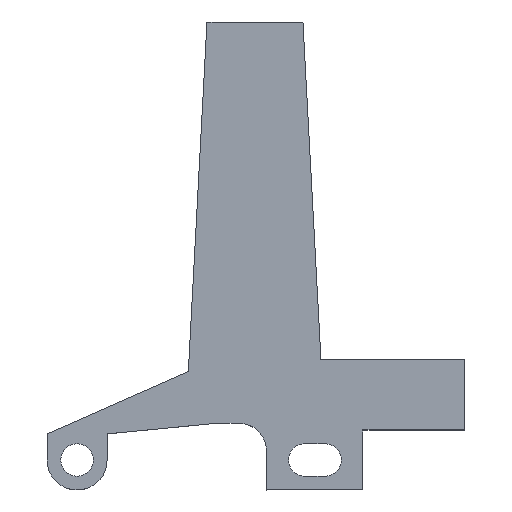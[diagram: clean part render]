
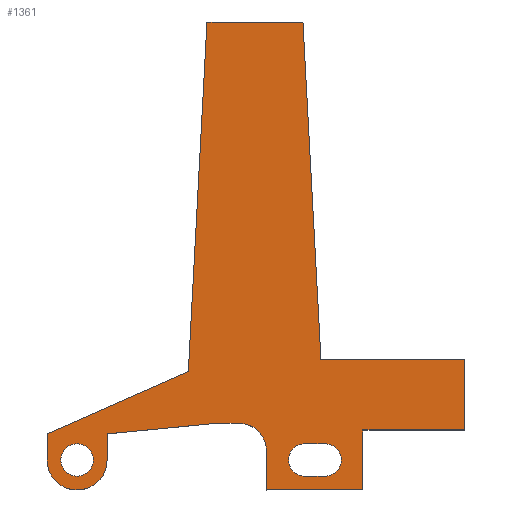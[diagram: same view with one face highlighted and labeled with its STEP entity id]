
A CAD part, top view. The second image highlights one B-rep face of the part: STEP entity #1361.
In plain terms, the highlighted planar face has unit normal (0, 0, 1).
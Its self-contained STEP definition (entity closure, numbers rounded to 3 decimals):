
#23=FACE_BOUND('',#210,.T.);
#24=FACE_BOUND('',#211,.T.);
#64=CIRCLE('',#1464,2.7);
#65=CIRCLE('',#1466,5.);
#66=CIRCLE('',#1471,2.7);
#67=CIRCLE('',#1474,2.7);
#68=CIRCLE('',#1480,4.5);
#137=FACE_OUTER_BOUND('',#209,.T.);
#209=EDGE_LOOP('',(#1163,#1164,#1165,#1166,#1167,#1168,#1169,#1170,#1171,
#1172,#1173,#1174,#1175,#1176,#1177,#1178,#1179));
#210=EDGE_LOOP('',(#1180));
#211=EDGE_LOOP('',(#1181,#1182,#1183,#1184));
#241=LINE('',#1926,#395);
#297=LINE('',#2106,#451);
#329=LINE('',#2170,#483);
#334=LINE('',#2178,#488);
#335=LINE('',#2180,#489);
#341=LINE('',#2224,#495);
#348=LINE('',#2271,#502);
#349=LINE('',#2273,#503);
#351=LINE('',#2278,#505);
#354=LINE('',#2286,#508);
#358=LINE('',#2296,#512);
#360=LINE('',#2299,#514);
#366=LINE('',#2312,#520);
#367=LINE('',#2314,#521);
#368=LINE('',#2316,#522);
#369=LINE('',#2318,#523);
#370=LINE('',#2319,#524);
#395=VECTOR('',#1525,10.);
#451=VECTOR('',#1675,10.);
#483=VECTOR('',#1733,10.);
#488=VECTOR('',#1740,10.);
#489=VECTOR('',#1743,10.);
#495=VECTOR('',#1753,10.);
#502=VECTOR('',#1770,10.);
#503=VECTOR('',#1773,10.);
#505=VECTOR('',#1777,10.);
#508=VECTOR('',#1786,10.);
#512=VECTOR('',#1798,10.);
#514=VECTOR('',#1802,10.);
#520=VECTOR('',#1816,10.);
#521=VECTOR('',#1817,10.);
#522=VECTOR('',#1818,10.);
#523=VECTOR('',#1819,10.);
#524=VECTOR('',#1820,10.);
#552=VERTEX_POINT('',#1923);
#553=VERTEX_POINT('',#1925);
#625=VERTEX_POINT('',#2103);
#626=VERTEX_POINT('',#2105);
#644=VERTEX_POINT('',#2167);
#645=VERTEX_POINT('',#2169);
#647=VERTEX_POINT('',#2176);
#650=VERTEX_POINT('',#2221);
#651=VERTEX_POINT('',#2223);
#652=VERTEX_POINT('',#2261);
#653=VERTEX_POINT('',#2265);
#654=VERTEX_POINT('',#2266);
#655=VERTEX_POINT('',#2275);
#656=VERTEX_POINT('',#2277);
#657=VERTEX_POINT('',#2281);
#658=VERTEX_POINT('',#2285);
#660=VERTEX_POINT('',#2295);
#662=VERTEX_POINT('',#2306);
#663=VERTEX_POINT('',#2308);
#664=VERTEX_POINT('',#2313);
#665=VERTEX_POINT('',#2315);
#666=VERTEX_POINT('',#2317);
#684=EDGE_CURVE('',#552,#553,#241,.T.);
#773=EDGE_CURVE('',#625,#626,#297,.T.);
#806=EDGE_CURVE('',#645,#644,#329,.T.);
#811=EDGE_CURVE('',#644,#647,#334,.T.);
#812=EDGE_CURVE('',#645,#625,#335,.T.);
#818=EDGE_CURVE('',#650,#651,#341,.T.);
#823=EDGE_CURVE('',#652,#652,#64,.T.);
#824=EDGE_CURVE('',#653,#654,#65,.T.);
#827=EDGE_CURVE('',#654,#651,#348,.T.);
#828=EDGE_CURVE('',#647,#653,#349,.T.);
#830=EDGE_CURVE('',#656,#655,#351,.T.);
#832=EDGE_CURVE('',#657,#656,#66,.T.);
#834=EDGE_CURVE('',#658,#657,#354,.T.);
#836=EDGE_CURVE('',#655,#658,#67,.T.);
#839=EDGE_CURVE('',#660,#626,#358,.T.);
#841=EDGE_CURVE('',#660,#552,#360,.T.);
#846=EDGE_CURVE('',#663,#662,#68,.T.);
#848=EDGE_CURVE('',#650,#663,#366,.T.);
#849=EDGE_CURVE('',#662,#664,#367,.T.);
#850=EDGE_CURVE('',#664,#665,#368,.T.);
#851=EDGE_CURVE('',#665,#666,#369,.T.);
#852=EDGE_CURVE('',#666,#553,#370,.T.);
#1163=ORIENTED_EDGE('',*,*,#773,.F.);
#1164=ORIENTED_EDGE('',*,*,#812,.F.);
#1165=ORIENTED_EDGE('',*,*,#806,.T.);
#1166=ORIENTED_EDGE('',*,*,#811,.T.);
#1167=ORIENTED_EDGE('',*,*,#828,.T.);
#1168=ORIENTED_EDGE('',*,*,#824,.T.);
#1169=ORIENTED_EDGE('',*,*,#827,.T.);
#1170=ORIENTED_EDGE('',*,*,#818,.F.);
#1171=ORIENTED_EDGE('',*,*,#848,.T.);
#1172=ORIENTED_EDGE('',*,*,#846,.T.);
#1173=ORIENTED_EDGE('',*,*,#849,.T.);
#1174=ORIENTED_EDGE('',*,*,#850,.T.);
#1175=ORIENTED_EDGE('',*,*,#851,.T.);
#1176=ORIENTED_EDGE('',*,*,#852,.T.);
#1177=ORIENTED_EDGE('',*,*,#684,.F.);
#1178=ORIENTED_EDGE('',*,*,#841,.F.);
#1179=ORIENTED_EDGE('',*,*,#839,.T.);
#1180=ORIENTED_EDGE('',*,*,#823,.T.);
#1181=ORIENTED_EDGE('',*,*,#830,.T.);
#1182=ORIENTED_EDGE('',*,*,#836,.T.);
#1183=ORIENTED_EDGE('',*,*,#834,.T.);
#1184=ORIENTED_EDGE('',*,*,#832,.T.);
#1296=PLANE('',#1481);
#1361=ADVANCED_FACE('',(#137,#23,#24),#1296,.T.);
#1464=AXIS2_PLACEMENT_3D('',#2263,#1760,#1761);
#1466=AXIS2_PLACEMENT_3D('',#2267,#1764,#1765);
#1471=AXIS2_PLACEMENT_3D('',#2282,#1781,#1782);
#1474=AXIS2_PLACEMENT_3D('',#2289,#1790,#1791);
#1480=AXIS2_PLACEMENT_3D('',#2309,#1811,#1812);
#1481=AXIS2_PLACEMENT_3D('',#2311,#1814,#1815);
#1525=DIRECTION('',(0.,-1.,0.));
#1675=DIRECTION('',(1.,0.,0.));
#1733=DIRECTION('',(0.,-1.,0.));
#1740=DIRECTION('',(-0.915,-0.403,0.));
#1743=DIRECTION('',(0.053,0.999,0.));
#1753=DIRECTION('',(-0.995,-0.097,0.));
#1760=DIRECTION('center_axis',(0.,0.,-1.));
#1761=DIRECTION('ref_axis',(1.,0.,0.));
#1764=DIRECTION('center_axis',(0.,0.,1.));
#1765=DIRECTION('ref_axis',(1.,0.,0.));
#1770=DIRECTION('',(0.,1.,0.));
#1773=DIRECTION('',(0.,-1.,0.));
#1777=DIRECTION('',(-1.,0.,0.));
#1781=DIRECTION('center_axis',(0.,0.,-1.));
#1782=DIRECTION('ref_axis',(0.,-1.,0.));
#1786=DIRECTION('',(1.,0.,0.));
#1790=DIRECTION('center_axis',(0.,0.,-1.));
#1791=DIRECTION('ref_axis',(0.,1.,0.));
#1798=DIRECTION('',(-0.053,0.999,0.));
#1802=DIRECTION('',(1.,0.,0.));
#1811=DIRECTION('center_axis',(0.,0.,-1.));
#1812=DIRECTION('ref_axis',(1.,0.,0.));
#1814=DIRECTION('center_axis',(0.,0.,1.));
#1815=DIRECTION('ref_axis',(1.,0.,0.));
#1816=DIRECTION('',(1.,0.,0.));
#1817=DIRECTION('',(0.,-1.,0.));
#1818=DIRECTION('',(1.,0.,0.));
#1819=DIRECTION('',(0.,1.,0.));
#1820=DIRECTION('',(1.,0.,0.));
#1923=CARTESIAN_POINT('',(25.,16.7,3.));
#1925=CARTESIAN_POINT('',(25.,5.,3.));
#1926=CARTESIAN_POINT('',(25.,16.7,3.));
#2103=CARTESIAN_POINT('',(-18.,73.,3.));
#2105=CARTESIAN_POINT('',(-2.,73.,3.));
#2106=CARTESIAN_POINT('',(-18.,73.,3.));
#2167=CARTESIAN_POINT('',(-21.,14.763,3.));
#2169=CARTESIAN_POINT('',(-21.,16.7,3.));
#2170=CARTESIAN_POINT('',(-21.,16.7,3.));
#2176=CARTESIAN_POINT('',(-44.65,4.35,3.));
#2178=CARTESIAN_POINT('',(-16.6,16.7,3.));
#2180=CARTESIAN_POINT('',(-21.,16.7,3.));
#2221=CARTESIAN_POINT('',(-16.6,6.1,3.));
#2223=CARTESIAN_POINT('',(-34.65,4.35,3.));
#2224=CARTESIAN_POINT('',(-16.6,6.1,3.));
#2261=CARTESIAN_POINT('',(-42.35,0.,3.));
#2263=CARTESIAN_POINT('Origin',(-39.65,0.,3.));
#2265=CARTESIAN_POINT('',(-44.65,0.,3.));
#2266=CARTESIAN_POINT('',(-34.65,0.,3.));
#2267=CARTESIAN_POINT('Origin',(-39.65,0.,3.));
#2271=CARTESIAN_POINT('',(-34.65,0.,3.));
#2273=CARTESIAN_POINT('',(-44.65,4.35,3.));
#2275=CARTESIAN_POINT('',(-1.7,-2.7,3.));
#2277=CARTESIAN_POINT('',(1.7,-2.7,3.));
#2278=CARTESIAN_POINT('',(-0.9,-2.7,3.));
#2281=CARTESIAN_POINT('',(1.7,2.7,3.));
#2282=CARTESIAN_POINT('Origin',(1.7,0.,3.));
#2285=CARTESIAN_POINT('',(-1.7,2.7,3.));
#2286=CARTESIAN_POINT('',(-2.6,2.7,3.));
#2289=CARTESIAN_POINT('Origin',(-1.7,0.,3.));
#2295=CARTESIAN_POINT('',(1.,16.7,3.));
#2296=CARTESIAN_POINT('',(-2.,73.,3.));
#2299=CARTESIAN_POINT('',(-5.,16.7,3.));
#2306=CARTESIAN_POINT('',(-8.1,1.6,3.));
#2308=CARTESIAN_POINT('',(-12.6,6.1,3.));
#2309=CARTESIAN_POINT('Origin',(-12.6,1.6,3.));
#2311=CARTESIAN_POINT('Origin',(-3.5,30.,3.));
#2312=CARTESIAN_POINT('',(-15.4,6.1,3.));
#2313=CARTESIAN_POINT('',(-8.1,-5.,3.));
#2314=CARTESIAN_POINT('',(-8.1,15.8,3.));
#2315=CARTESIAN_POINT('',(8.,-5.,3.));
#2316=CARTESIAN_POINT('',(-15.,-5.,3.));
#2317=CARTESIAN_POINT('',(8.,5.,3.));
#2318=CARTESIAN_POINT('',(8.,-5.,3.));
#2319=CARTESIAN_POINT('',(-5.,5.,3.));
